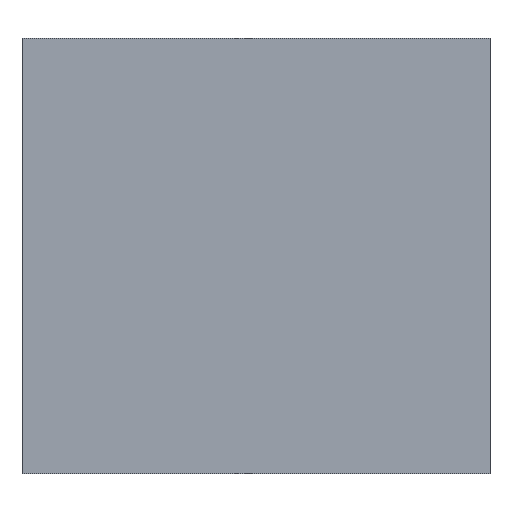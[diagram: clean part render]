
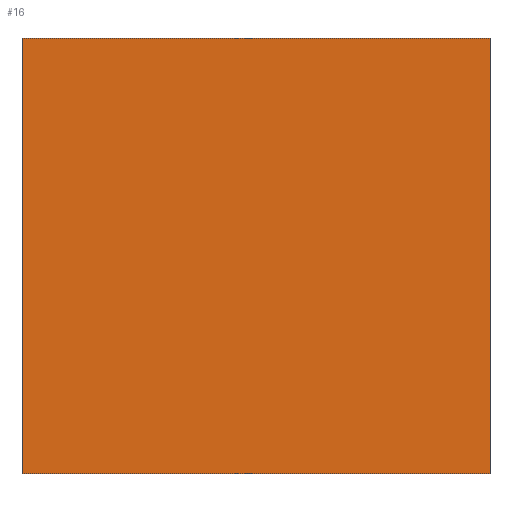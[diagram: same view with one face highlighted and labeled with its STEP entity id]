
A CAD part, front view. The second image highlights one B-rep face of the part: STEP entity #16.
In plain terms, the highlighted planar face has unit normal (0, -1, 0).
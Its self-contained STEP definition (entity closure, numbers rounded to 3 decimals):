
#15 = EDGE_CURVE ( 'NONE', #83, #81, #134, .T. ) ;
#16 = ADVANCED_FACE ( 'NONE', ( #276 ), #130, .F. ) ;
#21 = EDGE_CURVE ( 'NONE', #81, #85, #154, .T. ) ;
#24 = EDGE_CURVE ( 'NONE', #85, #87, #163, .T. ) ;
#26 = EDGE_CURVE ( 'NONE', #87, #83, #169, .T. ) ;
#37 = EDGE_LOOP ( 'NONE', ( #60, #62, #63, #61 ) ) ;
#60 = ORIENTED_EDGE ( 'NONE', *, *, #15, .F. ) ;
#61 = ORIENTED_EDGE ( 'NONE', *, *, #21, .F. ) ;
#62 = ORIENTED_EDGE ( 'NONE', *, *, #26, .F. ) ;
#63 = ORIENTED_EDGE ( 'NONE', *, *, #24, .F. ) ;
#81 = VERTEX_POINT ( 'NONE', #178 ) ;
#83 = VERTEX_POINT ( 'NONE', #180 ) ;
#85 = VERTEX_POINT ( 'NONE', #182 ) ;
#87 = VERTEX_POINT ( 'NONE', #184 ) ;
#130 = PLANE ( 'NONE',  #274 ) ;
#134 = LINE ( 'NONE', #135, #270 ) ;
#135 = CARTESIAN_POINT ( 'NONE',  ( -42.984, 0., -29.478 ) ) ;
#136 = DIRECTION ( 'NONE',  ( 0., 0., 1. ) ) ;
#137 = CARTESIAN_POINT ( 'NONE',  ( 0., 0., 0. ) ) ;
#138 = DIRECTION ( 'NONE',  ( 0., 1., 0. ) ) ;
#139 = DIRECTION ( 'NONE',  ( 0., 0., 1. ) ) ;
#154 = LINE ( 'NONE', #155, #265 ) ;
#155 = CARTESIAN_POINT ( 'NONE',  ( -42.984, 0., 29.196 ) ) ;
#156 = DIRECTION ( 'NONE',  ( 1., 0., 0. ) ) ;
#163 = LINE ( 'NONE', #164, #262 ) ;
#164 = CARTESIAN_POINT ( 'NONE',  ( 20.14, 0., -29.478 ) ) ;
#165 = DIRECTION ( 'NONE',  ( 0., 0., -1. ) ) ;
#169 = LINE ( 'NONE', #170, #260 ) ;
#170 = CARTESIAN_POINT ( 'NONE',  ( -42.984, 0., -29.478 ) ) ;
#171 = DIRECTION ( 'NONE',  ( -1., 0., 0. ) ) ;
#178 = CARTESIAN_POINT ( 'NONE',  ( -42.984, 0., 29.196 ) ) ;
#180 = CARTESIAN_POINT ( 'NONE',  ( -42.984, 0., -29.478 ) ) ;
#182 = CARTESIAN_POINT ( 'NONE',  ( 20.14, 0., 29.196 ) ) ;
#184 = CARTESIAN_POINT ( 'NONE',  ( 20.14, 0., -29.478 ) ) ;
#260 = VECTOR ( 'NONE', #171, 1000. ) ;
#262 = VECTOR ( 'NONE', #165, 1000. ) ;
#265 = VECTOR ( 'NONE', #156, 1000. ) ;
#270 = VECTOR ( 'NONE', #136, 1000. ) ;
#274 = AXIS2_PLACEMENT_3D ( 'NONE', #137, #138, #139 ) ;
#276 = FACE_OUTER_BOUND ( 'NONE', #37, .T. ) ;
